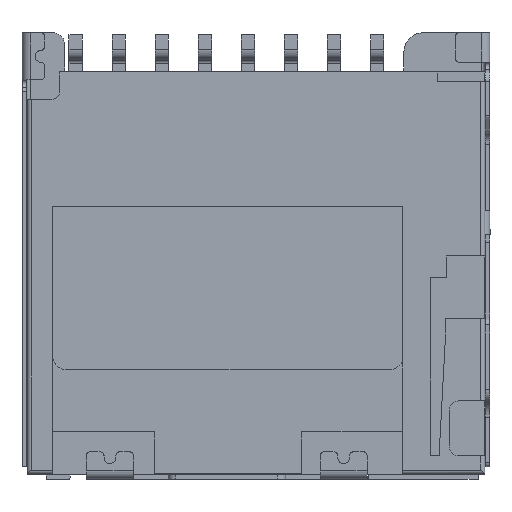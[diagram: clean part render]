
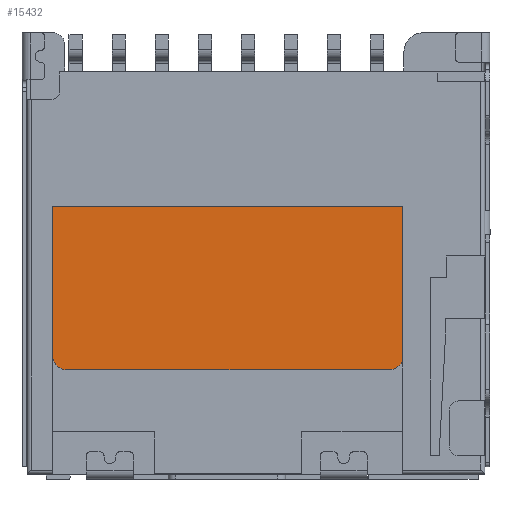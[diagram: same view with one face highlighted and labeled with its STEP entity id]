
A CAD part, front view. The second image highlights one B-rep face of the part: STEP entity #15432.
In plain terms, the highlighted planar face has unit normal (0, -1, 0).
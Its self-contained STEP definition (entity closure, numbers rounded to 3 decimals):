
#618 = AXIS2_PLACEMENT_3D ( 'NONE', #2054, #9315, #15694 ) ;
#674 = DIRECTION ( 'NONE',  ( -1., 0., 0. ) ) ;
#892 = FACE_OUTER_BOUND ( 'NONE', #7863, .T. ) ;
#1177 = VERTEX_POINT ( 'NONE', #7484 ) ;
#1417 = DIRECTION ( 'NONE',  ( 1., 0., 0. ) ) ;
#2054 = CARTESIAN_POINT ( 'NONE',  ( 3.375, -0.515, -8.21 ) ) ;
#2238 = ORIENTED_EDGE ( 'NONE', *, *, #15682, .T. ) ;
#2691 = CARTESIAN_POINT ( 'NONE',  ( -4.805, -0.515, -8.61 ) ) ;
#2770 = VERTEX_POINT ( 'NONE', #5950 ) ;
#3388 = DIRECTION ( 'NONE',  ( 0., 0., -1. ) ) ;
#4379 = ORIENTED_EDGE ( 'NONE', *, *, #5084, .T. ) ;
#4867 = VERTEX_POINT ( 'NONE', #12378 ) ;
#5084 = EDGE_CURVE ( 'NONE', #5261, #2770, #9093, .T. ) ;
#5261 = VERTEX_POINT ( 'NONE', #2691 ) ;
#5440 = VECTOR ( 'NONE', #15856, 1000. ) ;
#5766 = ORIENTED_EDGE ( 'NONE', *, *, #11110, .T. ) ;
#5950 = CARTESIAN_POINT ( 'NONE',  ( 3.375, -0.515, -8.61 ) ) ;
#6020 = PLANE ( 'NONE',  #12601 ) ;
#6100 = DIRECTION ( 'NONE',  ( 0., -1., 0. ) ) ;
#6275 = EDGE_CURVE ( 'NONE', #4867, #1177, #12183, .T. ) ;
#6298 = DIRECTION ( 'NONE',  ( 0., 0., -1. ) ) ;
#7484 = CARTESIAN_POINT ( 'NONE',  ( 3.735, -0.515, -4.44 ) ) ;
#7863 = EDGE_LOOP ( 'NONE', ( #5766, #2238, #10209, #4379, #12130, #15863 ) ) ;
#7899 = VECTOR ( 'NONE', #674, 1000. ) ;
#7986 = VERTEX_POINT ( 'NONE', #12088 ) ;
#9093 = LINE ( 'NONE', #12857, #10110 ) ;
#9199 = CIRCLE ( 'NONE', #15469, 0.4 ) ;
#9315 = DIRECTION ( 'NONE',  ( 0., -1., 0. ) ) ;
#9562 = CARTESIAN_POINT ( 'NONE',  ( 3.735, -0.515, -8.384 ) ) ;
#9620 = CARTESIAN_POINT ( 'NONE',  ( -4.805, -0.515, -8.21 ) ) ;
#10110 = VECTOR ( 'NONE', #1417, 1000. ) ;
#10209 = ORIENTED_EDGE ( 'NONE', *, *, #15753, .T. ) ;
#11110 = EDGE_CURVE ( 'NONE', #1177, #12667, #11867, .T. ) ;
#11867 = LINE ( 'NONE', #15861, #7899 ) ;
#12088 = CARTESIAN_POINT ( 'NONE',  ( -5.205, -0.515, -8.21 ) ) ;
#12130 = ORIENTED_EDGE ( 'NONE', *, *, #16114, .T. ) ;
#12183 = LINE ( 'NONE', #9562, #5440 ) ;
#12365 = DIRECTION ( 'NONE',  ( 0., -1., 0. ) ) ;
#12378 = CARTESIAN_POINT ( 'NONE',  ( 3.735, -0.515, -8.384 ) ) ;
#12601 = AXIS2_PLACEMENT_3D ( 'NONE', #9620, #6100, #14610 ) ;
#12667 = VERTEX_POINT ( 'NONE', #13047 ) ;
#12857 = CARTESIAN_POINT ( 'NONE',  ( -4.805, -0.515, -8.61 ) ) ;
#13047 = CARTESIAN_POINT ( 'NONE',  ( -5.205, -0.515, -4.44 ) ) ;
#14409 = LINE ( 'NONE', #15714, #15995 ) ;
#14610 = DIRECTION ( 'NONE',  ( 0., 0., -1. ) ) ;
#15213 = CIRCLE ( 'NONE', #618, 0.4 ) ;
#15432 = ADVANCED_FACE ( 'NONE', ( #892 ), #6020, .T. ) ;
#15469 = AXIS2_PLACEMENT_3D ( 'NONE', #16039, #12365, #6298 ) ;
#15682 = EDGE_CURVE ( 'NONE', #12667, #7986, #14409, .T. ) ;
#15694 = DIRECTION ( 'NONE',  ( 0., 0., -1. ) ) ;
#15714 = CARTESIAN_POINT ( 'NONE',  ( -5.205, -0.515, -4.44 ) ) ;
#15753 = EDGE_CURVE ( 'NONE', #7986, #5261, #9199, .T. ) ;
#15856 = DIRECTION ( 'NONE',  ( 0., 0., 1. ) ) ;
#15861 = CARTESIAN_POINT ( 'NONE',  ( 3.735, -0.515, -4.44 ) ) ;
#15863 = ORIENTED_EDGE ( 'NONE', *, *, #6275, .T. ) ;
#15995 = VECTOR ( 'NONE', #3388, 1000. ) ;
#16039 = CARTESIAN_POINT ( 'NONE',  ( -4.805, -0.515, -8.21 ) ) ;
#16114 = EDGE_CURVE ( 'NONE', #2770, #4867, #15213, .T. ) ;
